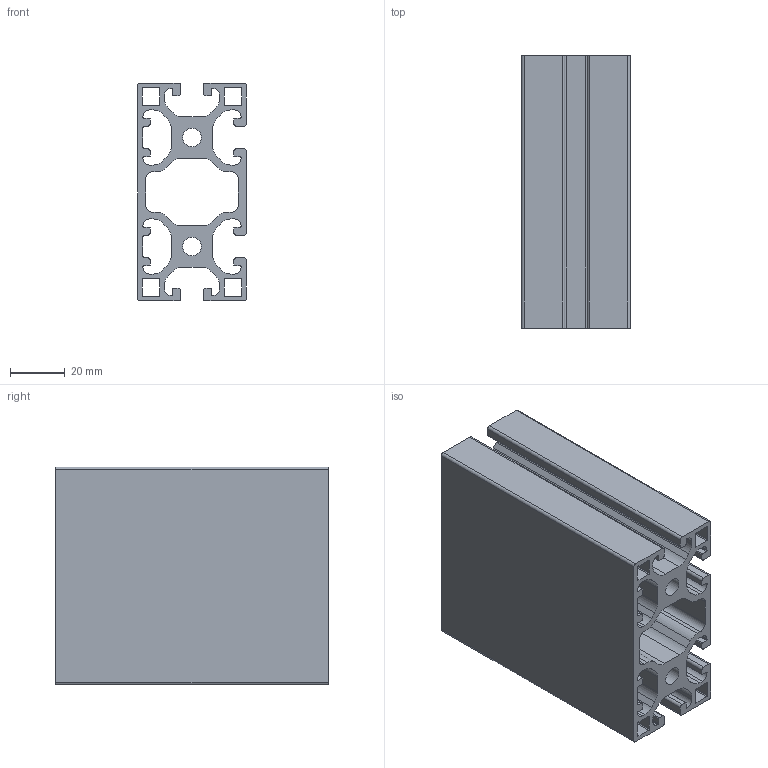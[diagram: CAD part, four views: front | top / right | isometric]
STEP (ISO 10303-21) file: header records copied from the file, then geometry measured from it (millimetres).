
FILE_DESCRIPTION( ( 'Unknown' ), '1' );
FILE_NAME( 'I8-X4080L4N.stp', 'Unknown', ( 'Unknown' ), ( 'Unknown' ), 'XStep 1.0', 'Unknown', ' ' );
FILE_SCHEMA( ( 'automotive_design' ) );
Length unit declared in the file: millimetre
Products named in the file (1): 1
Bounding box: 40 x 100 x 80 mm (x, y, z)
Volume: 122313.5 mm3; surface area: 82274 mm2
Topology: 1 solids, 1 shells, 236 faces, 702 edges, 468 vertices
Faces by surface type: plane 118, cylinder 118
Full cylindrical faces by diameter (mm): 6.8 x2
Entity records: 9912 total; most frequent: DIRECTION 1410, CARTESIAN_POINT 1405, ORIENTED_EDGE 1400, EDGE_CURVE 700, AXIS2_PLACEMENT_3D 473, VERTEX_POINT 468, LINE 464, VECTOR 464
